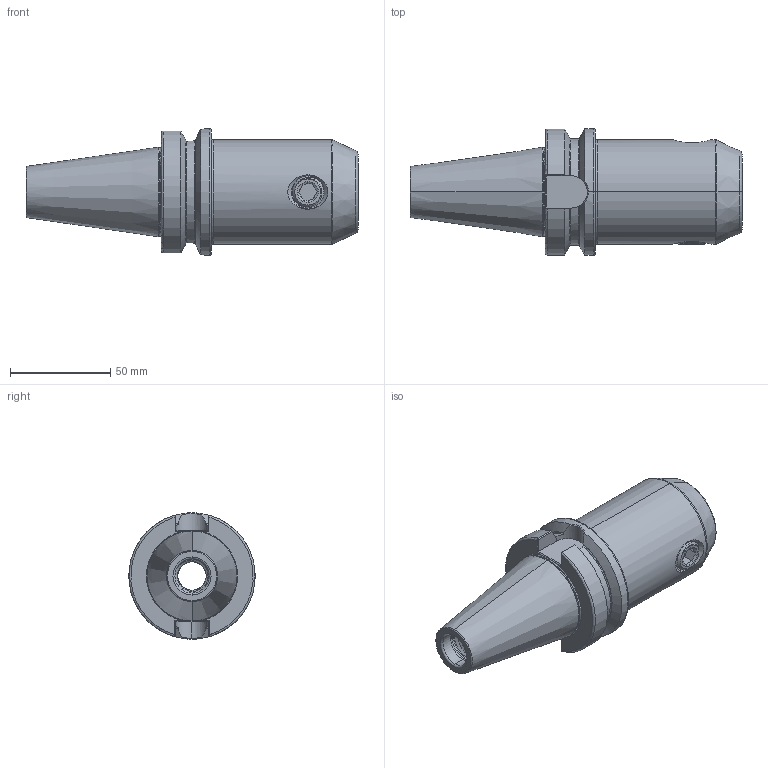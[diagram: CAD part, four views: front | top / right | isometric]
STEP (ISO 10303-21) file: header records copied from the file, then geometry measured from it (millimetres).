
FILE_DESCRIPTION (( 'STEP AP203' ), '1' );
FILE_NAME ('405.04.20.1.STEP', '2016-08-01T08:55:19', ( '' ), ( '' ), 'SwSTEP 2.0', 'SolidWorks 2012', '' );
FILE_SCHEMA (( 'CONFIG_CONTROL_DESIGN' ));
Length unit declared in the file: millimetre
Products named in the file (3): 405.04.20.1; 側固16_M16x2_16L
Assembly tree (2 placements, depth 2):
  405.04.20.1
    405.04.20.1
    側固16_M16x2_16L
Bounding box: 165.4 x 63 x 63 mm (x, y, z)
Volume: 244878.1 mm3; surface area: 41030.4 mm2
Topology: 2 solids, 2 shells, 194 faces, 498 edges, 313 vertices
Faces by surface type: cylinder 71, plane 39, cone 31, torus 28, bspline 23, sphere 2
Entity records: 17286 total; most frequent: CARTESIAN_POINT 12823, ORIENTED_EDGE 992, DIRECTION 744, EDGE_CURVE 496, VERTEX_POINT 313, AXIS2_PLACEMENT_3D 296, EDGE_LOOP 205, FACE_OUTER_BOUND 194
